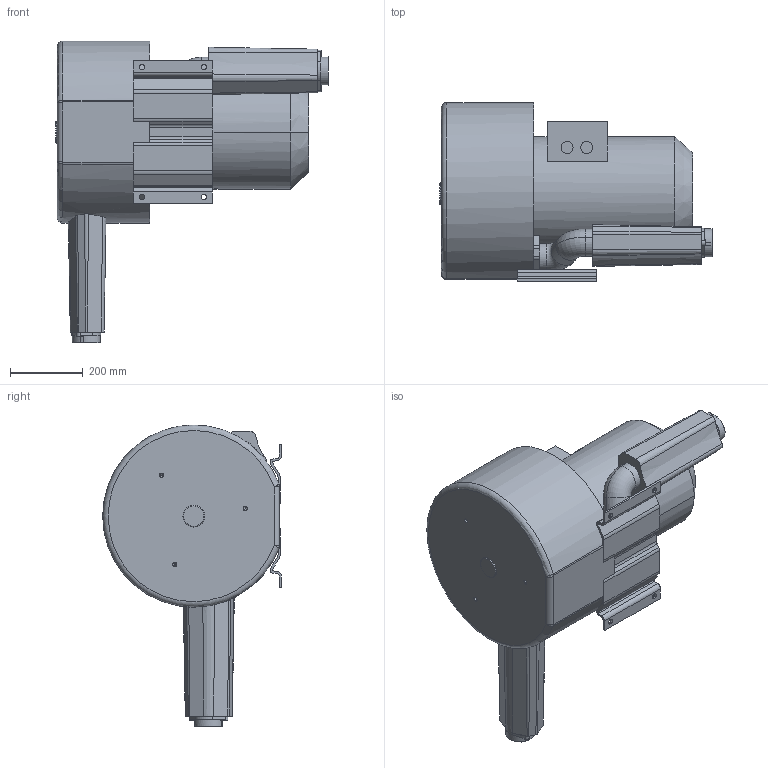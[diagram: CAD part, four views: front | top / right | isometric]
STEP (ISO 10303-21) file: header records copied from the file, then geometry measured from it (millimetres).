
FILE_DESCRIPTION((''),'2;1');
FILE_NAME('VSC0530_2ST112_7_GEWFL_ASM','2009-10-07T',('rnennstiel'),('MTC GmbH'),'PRO/ENGINEER BY PARAMETRIC TECHNOLOGY CORPORATION, 2008310','PRO/ENGINEER BY PARAMETRIC TECHNOLOGY CORPORATION, 2008310','');
FILE_SCHEMA(('AUTOMOTIVE_DESIGN_CC2 { 1 2 10303 214 -1 1 5 2 }'));
Length unit declared in the file: millimetre
Products named in the file (3): VSC0530_2ST112_7; GEWINDEFLANSCH_2_1_2_ZOLL; VSC0530_2ST112_7_GEWFL_ASM
Assembly tree (3 placements, depth 2):
  VSC0530_2ST112_7_GEWFL_ASM
    VSC0530_2ST112_7
    GEWINDEFLANSCH_2_1_2_ZOLL  x2
Bounding box: 747 x 490.31 x 829 mm (x, y, z)
Volume: 88416701.1 mm3; surface area: 2059750.2 mm2
Topology: 3 solids, 17 shells, 1004 faces, 2742 edges, 1811 vertices
Faces by surface type: extrusion 414, plane 362, cylinder 180, cone 40, torus 6, bspline 2
Entity records: 34409 total; most frequent: CARTESIAN_POINT 11155, ORIENTED_EDGE 5240, DIRECTION 3679, EDGE_CURVE 2644, VERTEX_POINT 1761, VECTOR 1689, B_SPLINE_CURVE_WITH_KNOTS 1358, LINE 1275
